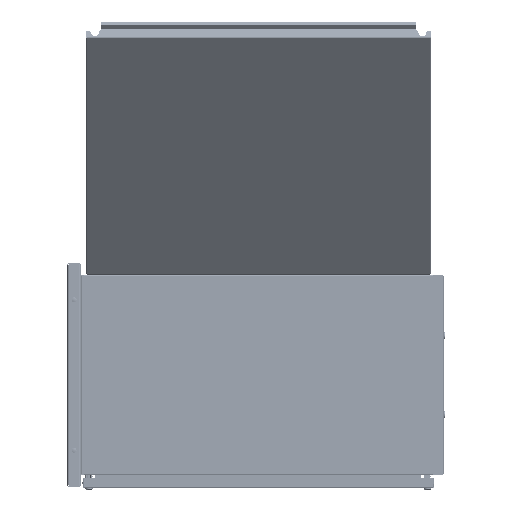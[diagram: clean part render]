
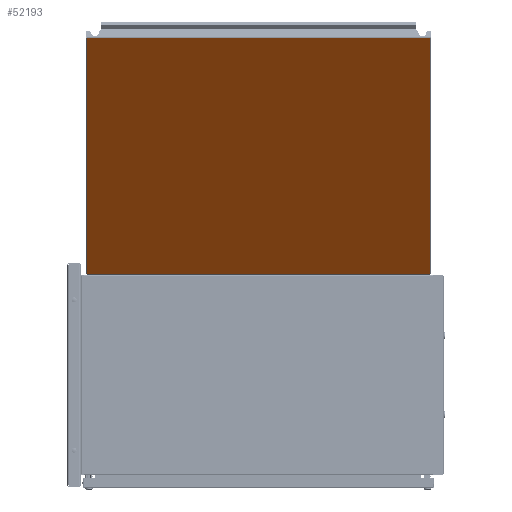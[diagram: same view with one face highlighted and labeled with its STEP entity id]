
A CAD part, left-side view. The second image highlights one B-rep face of the part: STEP entity #52193.
In plain terms, the highlighted face is planar.
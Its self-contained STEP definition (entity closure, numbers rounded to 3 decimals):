
#25992 = EDGE_CURVE ( 'NONE', #118012, #118025, #114961, .T. ) ;
#25993 = EDGE_CURVE ( 'NONE', #118014, #118012, #114957, .T. ) ;
#25994 = EDGE_CURVE ( 'NONE', #118019, #118014, #114965, .T. ) ;
#25995 = EDGE_CURVE ( 'NONE', #118025, #118019, #114967, .T. ) ;
#52193 = ADVANCED_FACE ( 'NONE', ( #167102 ), #144910, .F. ) ;
#60407 = CARTESIAN_POINT ( 'NONE',  ( -292.75, -325.5, 0. ) ) ;
#60413 = CARTESIAN_POINT ( 'NONE',  ( -293.5, 325.5, 0. ) ) ;
#60422 = DIRECTION ( 'NONE',  ( 1., 0., 0. ) ) ;
#60426 = DIRECTION ( 'NONE',  ( 0., 1., 0. ) ) ;
#60436 = CARTESIAN_POINT ( 'NONE',  ( 293.5, -325.5, 0. ) ) ;
#60445 = DIRECTION ( 'NONE',  ( -1., 0., 0. ) ) ;
#60449 = CARTESIAN_POINT ( 'NONE',  ( 292.75, 325.5, 0. ) ) ;
#60457 = DIRECTION ( 'NONE',  ( 0., -1., 0. ) ) ;
#73269 = CARTESIAN_POINT ( 'NONE',  ( -292.75, 325.5, 0. ) ) ;
#73271 = CARTESIAN_POINT ( 'NONE',  ( -292.75, -325.5, 0. ) ) ;
#73277 = CARTESIAN_POINT ( 'NONE',  ( 292.75, -325.5, 0. ) ) ;
#73283 = CARTESIAN_POINT ( 'NONE',  ( 292.75, 325.5, 0. ) ) ;
#114957 = LINE ( 'NONE', #60407, #114966 ) ;
#114961 = LINE ( 'NONE', #60413, #114964 ) ;
#114964 = VECTOR ( 'NONE', #60422, 1000. ) ;
#114965 = LINE ( 'NONE', #60436, #114968 ) ;
#114966 = VECTOR ( 'NONE', #60426, 1000. ) ;
#114967 = LINE ( 'NONE', #60449, #114970 ) ;
#114968 = VECTOR ( 'NONE', #60445, 1000. ) ;
#114970 = VECTOR ( 'NONE', #60457, 1000. ) ;
#118012 = VERTEX_POINT ( 'NONE', #73269 ) ;
#118014 = VERTEX_POINT ( 'NONE', #73271 ) ;
#118019 = VERTEX_POINT ( 'NONE', #73277 ) ;
#118025 = VERTEX_POINT ( 'NONE', #73283 ) ;
#126492 = AXIS2_PLACEMENT_3D ( 'NONE', #144905, #144913, #144914 ) ;
#144905 = CARTESIAN_POINT ( 'NONE',  ( -293.5, -326.25, 0. ) ) ;
#144910 = PLANE ( 'NONE',  #126492 ) ;
#144913 = DIRECTION ( 'NONE',  ( 0., 0., 1. ) ) ;
#144914 = DIRECTION ( 'NONE',  ( 1., 0., 0. ) ) ;
#167102 = FACE_OUTER_BOUND ( 'NONE', #172382, .T. ) ;
#172382 = EDGE_LOOP ( 'NONE', ( #176940, #176943, #176948, #176952 ) ) ;
#176940 = ORIENTED_EDGE ( 'NONE', *, *, #25995, .T. ) ;
#176943 = ORIENTED_EDGE ( 'NONE', *, *, #25994, .T. ) ;
#176948 = ORIENTED_EDGE ( 'NONE', *, *, #25993, .T. ) ;
#176952 = ORIENTED_EDGE ( 'NONE', *, *, #25992, .T. ) ;
